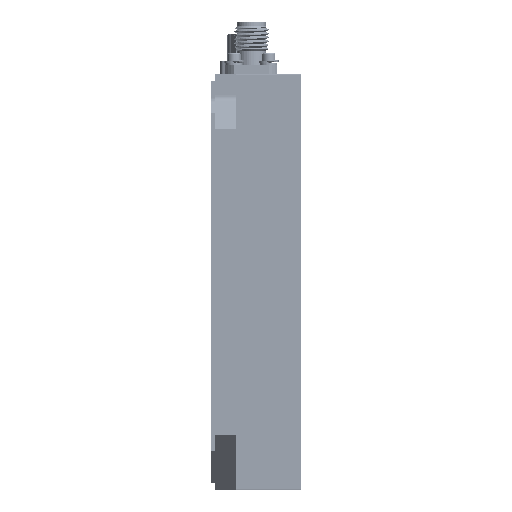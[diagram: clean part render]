
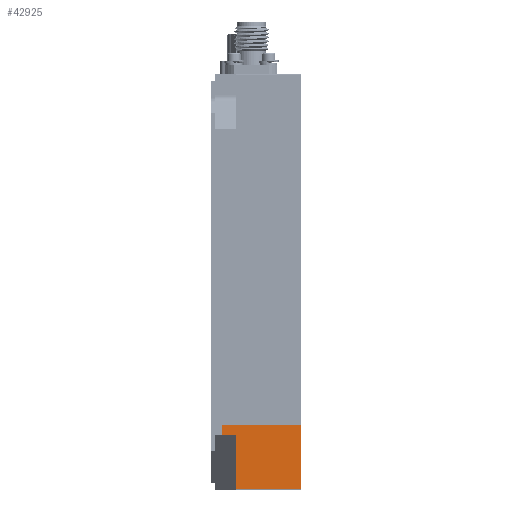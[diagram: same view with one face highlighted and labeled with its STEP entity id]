
A CAD part, left-side view. The second image highlights one B-rep face of the part: STEP entity #42925.
In plain terms, the highlighted planar face has unit normal (-1, 0, 0).
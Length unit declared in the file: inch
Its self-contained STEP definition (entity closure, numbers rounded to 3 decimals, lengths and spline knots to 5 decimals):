
#4223 = DIRECTION ( 'NONE',  ( 0., 0., 1. ) ) ;
#4478 = LINE ( 'NONE', #4950, #90661 ) ;
#4511 = EDGE_CURVE ( 'NONE', #11750, #8607, #19846, .T. ) ;
#4950 = CARTESIAN_POINT ( 'NONE',  ( -1., 0., -1.028 ) ) ;
#6988 = CARTESIAN_POINT ( 'NONE',  ( -1., 0.57, -1.1 ) ) ;
#8225 = VECTOR ( 'NONE', #81402, 39.37008 ) ;
#8607 = VERTEX_POINT ( 'NONE', #36366 ) ;
#10395 = EDGE_CURVE ( 'NONE', #11750, #53096, #30968, .T. ) ;
#10641 = LINE ( 'NONE', #34111, #88119 ) ;
#11750 = VERTEX_POINT ( 'NONE', #87008 ) ;
#11790 = FACE_OUTER_BOUND ( 'NONE', #44530, .T. ) ;
#13762 = VERTEX_POINT ( 'NONE', #88954 ) ;
#14236 = ORIENTED_EDGE ( 'NONE', *, *, #18134, .T. ) ;
#18134 = EDGE_CURVE ( 'NONE', #73584, #53096, #25878, .T. ) ;
#18854 = PLANE ( 'NONE',  #34565 ) ;
#19846 = LINE ( 'NONE', #60707, #71712 ) ;
#22811 = CARTESIAN_POINT ( 'NONE',  ( -1., 0., -1.5 ) ) ;
#23060 = VECTOR ( 'NONE', #33403, 39.37008 ) ;
#25878 = LINE ( 'NONE', #61495, #23060 ) ;
#26325 = ORIENTED_EDGE ( 'NONE', *, *, #39466, .T. ) ;
#30968 = LINE ( 'NONE', #89535, #58935 ) ;
#32504 = DIRECTION ( 'NONE',  ( 0., 0., -1. ) ) ;
#33403 = DIRECTION ( 'NONE',  ( 0., -1., 0. ) ) ;
#34111 = CARTESIAN_POINT ( 'NONE',  ( -1., 0.57, -1.1 ) ) ;
#34565 = AXIS2_PLACEMENT_3D ( 'NONE', #83123, #41357, #32504 ) ;
#36366 = CARTESIAN_POINT ( 'NONE',  ( -1., 0., -1.495 ) ) ;
#39466 = EDGE_CURVE ( 'NONE', #8607, #42434, #44828, .T. ) ;
#41357 = DIRECTION ( 'NONE',  ( 1., 0., 0. ) ) ;
#41469 = DIRECTION ( 'NONE',  ( 0., 1., 0. ) ) ;
#42185 = CARTESIAN_POINT ( 'NONE',  ( -1., 0., -1.028 ) ) ;
#42434 = VERTEX_POINT ( 'NONE', #42185 ) ;
#42925 = ADVANCED_FACE ( 'NONE', ( #11790 ), #18854, .F. ) ;
#43605 = ORIENTED_EDGE ( 'NONE', *, *, #4511, .T. ) ;
#44530 = EDGE_LOOP ( 'NONE', ( #46109, #43605, #26325, #54674, #47550, #14236 ) ) ;
#44828 = LINE ( 'NONE', #22811, #8225 ) ;
#46109 = ORIENTED_EDGE ( 'NONE', *, *, #10395, .F. ) ;
#47550 = ORIENTED_EDGE ( 'NONE', *, *, #73851, .F. ) ;
#53096 = VERTEX_POINT ( 'NONE', #78898 ) ;
#54581 = DIRECTION ( 'NONE',  ( 0., -1., 0. ) ) ;
#54674 = ORIENTED_EDGE ( 'NONE', *, *, #83512, .T. ) ;
#58935 = VECTOR ( 'NONE', #4223, 39.37008 ) ;
#60707 = CARTESIAN_POINT ( 'NONE',  ( -1., 0.52, -1.495 ) ) ;
#61495 = CARTESIAN_POINT ( 'NONE',  ( -1., 0.57, -1.1 ) ) ;
#68321 = DIRECTION ( 'NONE',  ( 0., 0., 1. ) ) ;
#71712 = VECTOR ( 'NONE', #54581, 39.37008 ) ;
#73584 = VERTEX_POINT ( 'NONE', #6988 ) ;
#73851 = EDGE_CURVE ( 'NONE', #73584, #13762, #10641, .T. ) ;
#78898 = CARTESIAN_POINT ( 'NONE',  ( -1., 0.47, -1.1 ) ) ;
#81402 = DIRECTION ( 'NONE',  ( 0., 0., 1. ) ) ;
#83123 = CARTESIAN_POINT ( 'NONE',  ( -1., 0.52, -1.5 ) ) ;
#83512 = EDGE_CURVE ( 'NONE', #42434, #13762, #4478, .T. ) ;
#87008 = CARTESIAN_POINT ( 'NONE',  ( -1., 0.47, -1.495 ) ) ;
#88119 = VECTOR ( 'NONE', #68321, 39.37008 ) ;
#88954 = CARTESIAN_POINT ( 'NONE',  ( -1., 0.57, -1.028 ) ) ;
#89535 = CARTESIAN_POINT ( 'NONE',  ( -1., 0.47, -1.5 ) ) ;
#90661 = VECTOR ( 'NONE', #41469, 39.37008 ) ;
